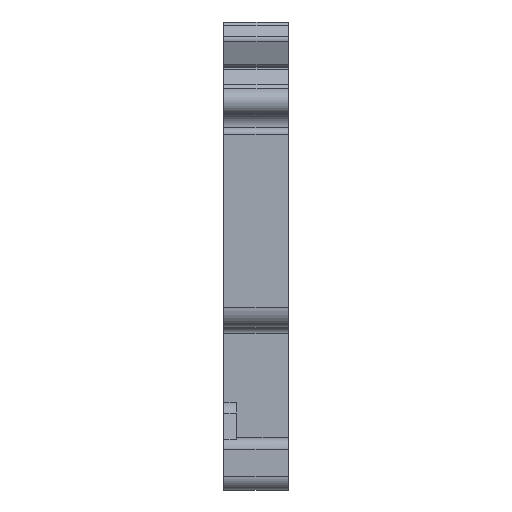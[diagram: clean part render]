
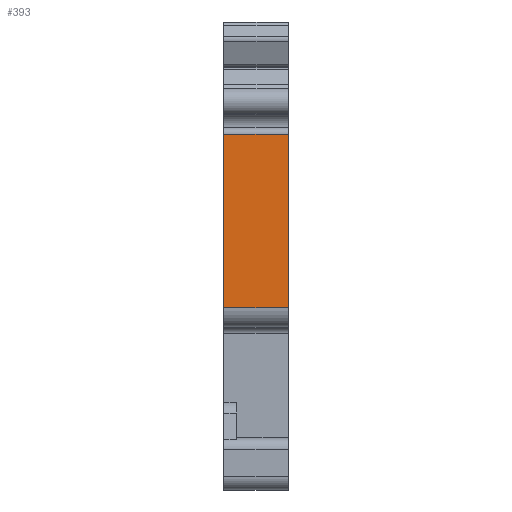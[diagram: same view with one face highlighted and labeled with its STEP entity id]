
A CAD part, left-side view. The second image highlights one B-rep face of the part: STEP entity #393.
In plain terms, the highlighted planar face has unit normal (-1, 0, 0).
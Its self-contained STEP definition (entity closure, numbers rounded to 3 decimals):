
#393 = ADVANCED_FACE( '', ( #887 ), #888, .T. );
#887 = FACE_OUTER_BOUND( '', #1478, .T. );
#888 = PLANE( '', #1479 );
#1478 = EDGE_LOOP( '', ( #2786, #2787, #2788, #2789 ) );
#1479 = AXIS2_PLACEMENT_3D( '', #2790, #2791, #2792 );
#2786 = ORIENTED_EDGE( '', *, *, #3765, .F. );
#2787 = ORIENTED_EDGE( '', *, *, #4004, .F. );
#2788 = ORIENTED_EDGE( '', *, *, #3884, .T. );
#2789 = ORIENTED_EDGE( '', *, *, #4193, .T. );
#2790 = CARTESIAN_POINT( '', ( -29., 5., 9.356 ) );
#2791 = DIRECTION( '', ( -1., 0., 0. ) );
#2792 = DIRECTION( '', ( 0., 0., 1. ) );
#3765 = EDGE_CURVE( '', #4609, #4611, #4612, .T. );
#3884 = EDGE_CURVE( '', #4841, #4839, #4842, .T. );
#4004 = EDGE_CURVE( '', #4841, #4609, #5031, .T. );
#4193 = EDGE_CURVE( '', #4839, #4611, #5273, .T. );
#4609 = VERTEX_POINT( '', #5774 );
#4611 = VERTEX_POINT( '', #5776 );
#4612 = LINE( '', #5777, #5778 );
#4839 = VERTEX_POINT( '', #6062 );
#4841 = VERTEX_POINT( '', #6064 );
#4842 = LINE( '', #6065, #6066 );
#5031 = LINE( '', #6317, #6318 );
#5273 = LINE( '', #6674, #6675 );
#5774 = CARTESIAN_POINT( '', ( -29., 0., 9.356 ) );
#5776 = CARTESIAN_POINT( '', ( -29., 0., -4. ) );
#5777 = CARTESIAN_POINT( '', ( -29., 0., 9.356 ) );
#5778 = VECTOR( '', #7166, 1000. );
#6062 = CARTESIAN_POINT( '', ( -29., 5., -4. ) );
#6064 = CARTESIAN_POINT( '', ( -29., 5., 9.356 ) );
#6065 = CARTESIAN_POINT( '', ( -29., 5., 9.356 ) );
#6066 = VECTOR( '', #7401, 1000. );
#6317 = CARTESIAN_POINT( '', ( -29., 5., 9.356 ) );
#6318 = VECTOR( '', #7578, 1000. );
#6674 = CARTESIAN_POINT( '', ( -29., 5., -4. ) );
#6675 = VECTOR( '', #7735, 1000. );
#7166 = DIRECTION( '', ( 0., 0., -1. ) );
#7401 = DIRECTION( '', ( 0., 0., -1. ) );
#7578 = DIRECTION( '', ( 0., -1., 0. ) );
#7735 = DIRECTION( '', ( 0., -1., 0. ) );
